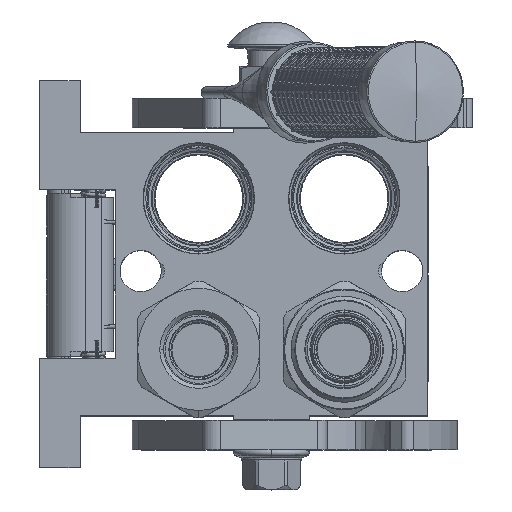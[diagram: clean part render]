
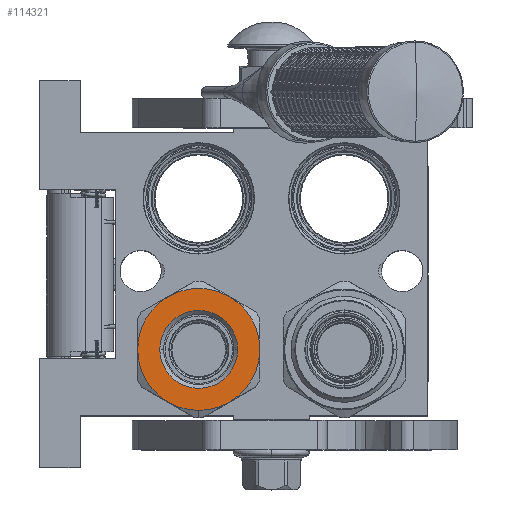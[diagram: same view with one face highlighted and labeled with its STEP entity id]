
A CAD part, top view. The second image highlights one B-rep face of the part: STEP entity #114321.
In plain terms, the highlighted face is planar.
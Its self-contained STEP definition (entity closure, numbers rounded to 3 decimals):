
#911 = CIRCLE ( 'NONE', #119360, 21. ) ;
#7668 = DIRECTION ( 'NONE',  ( 1., 0., 0. ) ) ;
#11168 = CARTESIAN_POINT ( 'NONE',  ( 100.6, 0., 0. ) ) ;
#12372 = FACE_BOUND ( 'NONE', #63733, .T. ) ;
#13115 = VERTEX_POINT ( 'NONE', #190606 ) ;
#15077 = ORIENTED_EDGE ( 'NONE', *, *, #154148, .F. ) ;
#18888 = DIRECTION ( 'NONE',  ( -1., 0., 0. ) ) ;
#22379 = CARTESIAN_POINT ( 'NONE',  ( 100.6, 0., 0. ) ) ;
#23086 = ORIENTED_EDGE ( 'NONE', *, *, #61266, .T. ) ;
#23283 = AXIS2_PLACEMENT_3D ( 'NONE', #184580, #18888, #47566 ) ;
#24562 = CARTESIAN_POINT ( 'NONE',  ( 100.6, 0., 0. ) ) ;
#28452 = CARTESIAN_POINT ( 'NONE',  ( 100.6, 10.5, -18.187 ) ) ;
#31633 = EDGE_CURVE ( 'NONE', #72287, #92993, #54924, .T. ) ;
#38331 = DIRECTION ( 'NONE',  ( -1., 0., 0. ) ) ;
#39699 = VERTEX_POINT ( 'NONE', #156669 ) ;
#44134 = CIRCLE ( 'NONE', #105020, 21. ) ;
#44649 = DIRECTION ( 'NONE',  ( 0., -1., 0. ) ) ;
#45178 = EDGE_CURVE ( 'NONE', #92993, #76879, #44134, .T. ) ;
#47412 = CIRCLE ( 'NONE', #181257, 21. ) ;
#47566 = DIRECTION ( 'NONE',  ( 0., 0., 1. ) ) ;
#48258 = CARTESIAN_POINT ( 'NONE',  ( 100.6, 0., 0. ) ) ;
#49042 = AXIS2_PLACEMENT_3D ( 'NONE', #124750, #188146, #96686 ) ;
#50105 = EDGE_CURVE ( 'NONE', #72287, #13115, #174170, .T. ) ;
#54924 = CIRCLE ( 'NONE', #163502, 21. ) ;
#55900 = CIRCLE ( 'NONE', #189830, 21. ) ;
#57505 = CARTESIAN_POINT ( 'NONE',  ( 100.6, 0., 0. ) ) ;
#60388 = DIRECTION ( 'NONE',  ( 0., 0.5, 0.866 ) ) ;
#61266 = EDGE_CURVE ( 'NONE', #78158, #110049, #55900, .T. ) ;
#63733 = EDGE_LOOP ( 'NONE', ( #129897, #142489 ) ) ;
#66357 = EDGE_CURVE ( 'NONE', #39699, #152400, #128198, .T. ) ;
#66771 = CARTESIAN_POINT ( 'NONE',  ( 100.6, -10.5, 18.187 ) ) ;
#71346 = CARTESIAN_POINT ( 'NONE',  ( 100.6, -21., 0. ) ) ;
#72287 = VERTEX_POINT ( 'NONE', #183291 ) ;
#72659 = DIRECTION ( 'NONE',  ( 0., 1., 0. ) ) ;
#72776 = DIRECTION ( 'NONE',  ( 0., -0.5, 0.866 ) ) ;
#72796 = CARTESIAN_POINT ( 'NONE',  ( 100.6, 0., 0. ) ) ;
#73954 = DIRECTION ( 'NONE',  ( 0., -1., 0. ) ) ;
#75843 = CARTESIAN_POINT ( 'NONE',  ( 100.6, 0., 21. ) ) ;
#76879 = VERTEX_POINT ( 'NONE', #66771 ) ;
#77044 = DIRECTION ( 'NONE',  ( 1., 0., 0. ) ) ;
#78158 = VERTEX_POINT ( 'NONE', #71346 ) ;
#80069 = EDGE_CURVE ( 'NONE', #152400, #39699, #102687, .T. ) ;
#84491 = CARTESIAN_POINT ( 'NONE',  ( 100.6, 0., 0. ) ) ;
#87493 = EDGE_LOOP ( 'NONE', ( #148540, #23086, #88843, #15077, #170866, #88723, #160978 ) ) ;
#88723 = ORIENTED_EDGE ( 'NONE', *, *, #31633, .T. ) ;
#88843 = ORIENTED_EDGE ( 'NONE', *, *, #127722, .T. ) ;
#89185 = EDGE_CURVE ( 'NONE', #76879, #78158, #47412, .T. ) ;
#92993 = VERTEX_POINT ( 'NONE', #75843 ) ;
#96686 = DIRECTION ( 'NONE',  ( 0., -0.5, -0.866 ) ) ;
#99189 = DIRECTION ( 'NONE',  ( 0., 0.5, 0.866 ) ) ;
#101400 = DIRECTION ( 'NONE',  ( -1., 0., 0. ) ) ;
#101926 = AXIS2_PLACEMENT_3D ( 'NONE', #57505, #178426, #103591 ) ;
#102687 = CIRCLE ( 'NONE', #175002, 13.4 ) ;
#103591 = DIRECTION ( 'NONE',  ( 0., 1., 0. ) ) ;
#105020 = AXIS2_PLACEMENT_3D ( 'NONE', #48258, #77044, #60388 ) ;
#110049 = VERTEX_POINT ( 'NONE', #173087 ) ;
#110360 = FACE_OUTER_BOUND ( 'NONE', #87493, .T. ) ;
#114321 = ADVANCED_FACE ( 'NONE', ( #110360, #12372 ), #139150, .F. ) ;
#116560 = CIRCLE ( 'NONE', #49042, 21. ) ;
#116963 = AXIS2_PLACEMENT_3D ( 'NONE', #22379, #38331, #99189 ) ;
#117373 = DIRECTION ( 'NONE',  ( -1., 0., 0. ) ) ;
#117695 = VERTEX_POINT ( 'NONE', #28452 ) ;
#119360 = AXIS2_PLACEMENT_3D ( 'NONE', #24562, #101400, #72659 ) ;
#124750 = CARTESIAN_POINT ( 'NONE',  ( 100.6, 0., 0. ) ) ;
#127722 = EDGE_CURVE ( 'NONE', #110049, #117695, #116560, .T. ) ;
#128198 = CIRCLE ( 'NONE', #101926, 13.4 ) ;
#129897 = ORIENTED_EDGE ( 'NONE', *, *, #80069, .T. ) ;
#132853 = DIRECTION ( 'NONE',  ( 1., 0., 0. ) ) ;
#139150 = PLANE ( 'NONE',  #23283 ) ;
#142489 = ORIENTED_EDGE ( 'NONE', *, *, #66357, .T. ) ;
#147600 = CARTESIAN_POINT ( 'NONE',  ( 100.6, 0., 0. ) ) ;
#148540 = ORIENTED_EDGE ( 'NONE', *, *, #89185, .T. ) ;
#150710 = CARTESIAN_POINT ( 'NONE',  ( 100.6, -13.4, 0. ) ) ;
#152400 = VERTEX_POINT ( 'NONE', #150710 ) ;
#154148 = EDGE_CURVE ( 'NONE', #13115, #117695, #911, .T. ) ;
#156669 = CARTESIAN_POINT ( 'NONE',  ( 100.6, 13.4, 0. ) ) ;
#160978 = ORIENTED_EDGE ( 'NONE', *, *, #45178, .T. ) ;
#163502 = AXIS2_PLACEMENT_3D ( 'NONE', #84491, #7668, #176670 ) ;
#170866 = ORIENTED_EDGE ( 'NONE', *, *, #50105, .F. ) ;
#173087 = CARTESIAN_POINT ( 'NONE',  ( 100.6, -10.5, -18.187 ) ) ;
#174170 = CIRCLE ( 'NONE', #116963, 21. ) ;
#175002 = AXIS2_PLACEMENT_3D ( 'NONE', #11168, #117373, #73954 ) ;
#176670 = DIRECTION ( 'NONE',  ( 0., 0.5, 0.866 ) ) ;
#178426 = DIRECTION ( 'NONE',  ( -1., 0., 0. ) ) ;
#181257 = AXIS2_PLACEMENT_3D ( 'NONE', #147600, #132853, #72776 ) ;
#183291 = CARTESIAN_POINT ( 'NONE',  ( 100.6, 10.5, 18.187 ) ) ;
#184580 = CARTESIAN_POINT ( 'NONE',  ( 100.6, 0., 0. ) ) ;
#188146 = DIRECTION ( 'NONE',  ( 1., 0., 0. ) ) ;
#189830 = AXIS2_PLACEMENT_3D ( 'NONE', #72796, #197619, #44649 ) ;
#190606 = CARTESIAN_POINT ( 'NONE',  ( 100.6, 21., 0. ) ) ;
#197619 = DIRECTION ( 'NONE',  ( 1., 0., 0. ) ) ;
